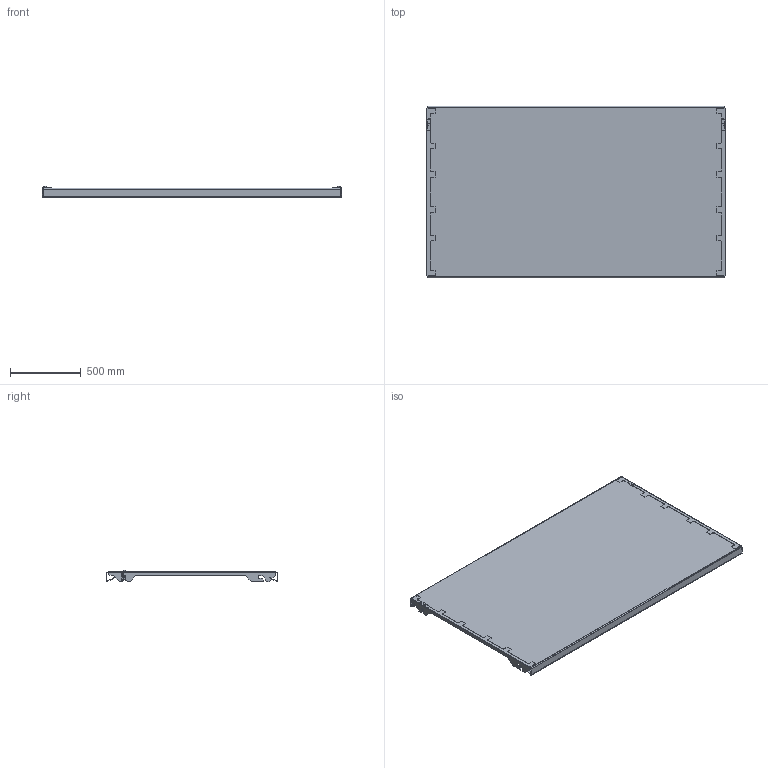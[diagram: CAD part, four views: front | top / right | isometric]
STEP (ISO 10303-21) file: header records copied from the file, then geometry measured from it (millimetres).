
FILE_DESCRIPTION (( 'STEP AP203' ), '1' );
FILE_NAME ('SGS_TL_1200_SET.STEP', '2018-08-15T00:55:42', ( '' ), ( '' ), 'SwSTEP 2.0', 'SolidWorks 2017', '' );
FILE_SCHEMA (( 'CONFIG_CONTROL_DESIGN' ));
Length unit declared in the file: millimetre
Products named in the file (1): SGS_TL_1200_SET
Bounding box: 2108 x 1210 x 79.9 mm (x, y, z)
Volume: 13242622.1 mm3; surface area: 6827403.2 mm2
Topology: 11 solids, 11 shells, 356 faces, 1002 edges, 668 vertices
Faces by surface type: plane 198, cylinder 158
Entity records: 11699 total; most frequent: CARTESIAN_POINT 2119, DIRECTION 2020, ORIENTED_EDGE 2004, EDGE_CURVE 1002, LINE 682, VECTOR 682, AXIS2_PLACEMENT_3D 669, VERTEX_POINT 668
